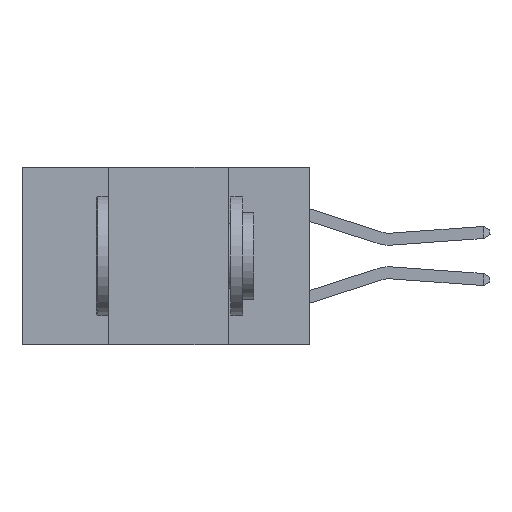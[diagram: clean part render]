
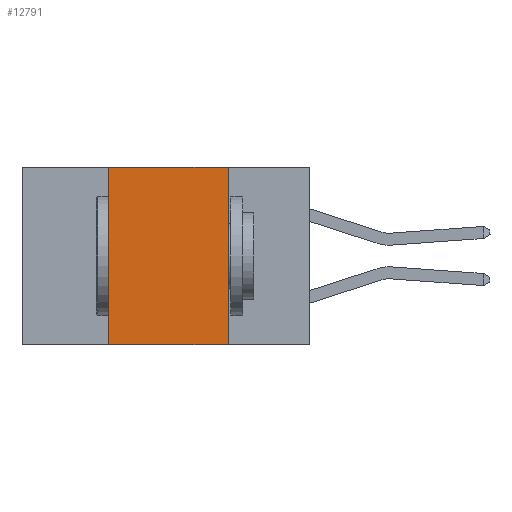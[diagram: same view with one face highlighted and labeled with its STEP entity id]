
A CAD part, left-side view. The second image highlights one B-rep face of the part: STEP entity #12791.
In plain terms, the highlighted planar face has unit normal (-1, 0, 0).
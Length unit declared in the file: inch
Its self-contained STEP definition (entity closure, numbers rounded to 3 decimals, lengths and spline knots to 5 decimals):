
#633 = DIRECTION ( 'NONE',  ( 1., 0., 0. ) ) ;
#1294 = ORIENTED_EDGE ( 'NONE', *, *, #26134, .T. ) ;
#2009 = VERTEX_POINT ( 'NONE', #19630 ) ;
#2392 = VECTOR ( 'NONE', #24207, 39.37008 ) ;
#3542 = VECTOR ( 'NONE', #7844, 39.37008 ) ;
#3812 = CARTESIAN_POINT ( 'NONE',  ( 0., 0.42, -0.37 ) ) ;
#5026 = EDGE_CURVE ( 'NONE', #12412, #13955, #18725, .T. ) ;
#6134 = EDGE_LOOP ( 'NONE', ( #15440, #9124, #13473, #1294 ) ) ;
#6610 = EDGE_CURVE ( 'NONE', #2009, #8574, #17007, .T. ) ;
#6871 = DIRECTION ( 'NONE',  ( 0., -1., 0. ) ) ;
#7844 = DIRECTION ( 'NONE',  ( 0., -1., 0. ) ) ;
#8536 = FACE_OUTER_BOUND ( 'NONE', #6134, .T. ) ;
#8574 = VERTEX_POINT ( 'NONE', #24257 ) ;
#8945 = CARTESIAN_POINT ( 'NONE',  ( 0., 0.6, -0.37 ) ) ;
#9124 = ORIENTED_EDGE ( 'NONE', *, *, #27102, .F. ) ;
#10063 = CARTESIAN_POINT ( 'NONE',  ( 0., 0.42, 0. ) ) ;
#10350 = CARTESIAN_POINT ( 'NONE',  ( 0., 0.17, -0.37 ) ) ;
#10495 = AXIS2_PLACEMENT_3D ( 'NONE', #26001, #633, #15687 ) ;
#11429 = VECTOR ( 'NONE', #16783, 39.37008 ) ;
#11726 = CARTESIAN_POINT ( 'NONE',  ( 0., 0.42, -0.37 ) ) ;
#12412 = VERTEX_POINT ( 'NONE', #3812 ) ;
#12791 = ADVANCED_FACE ( 'NONE', ( #8536 ), #23940, .F. ) ;
#13473 = ORIENTED_EDGE ( 'NONE', *, *, #5026, .F. ) ;
#13955 = VERTEX_POINT ( 'NONE', #10063 ) ;
#15440 = ORIENTED_EDGE ( 'NONE', *, *, #6610, .F. ) ;
#15687 = DIRECTION ( 'NONE',  ( 0., 0., -1. ) ) ;
#16783 = DIRECTION ( 'NONE',  ( 0., 0., -1. ) ) ;
#17007 = LINE ( 'NONE', #10350, #11429 ) ;
#18261 = VECTOR ( 'NONE', #6871, 39.37008 ) ;
#18391 = CARTESIAN_POINT ( 'NONE',  ( 0., 0.6, 0. ) ) ;
#18725 = LINE ( 'NONE', #11726, #2392 ) ;
#19630 = CARTESIAN_POINT ( 'NONE',  ( 0., 0.17, 0. ) ) ;
#23773 = LINE ( 'NONE', #8945, #18261 ) ;
#23940 = PLANE ( 'NONE',  #10495 ) ;
#24207 = DIRECTION ( 'NONE',  ( 0., 0., 1. ) ) ;
#24257 = CARTESIAN_POINT ( 'NONE',  ( 0., 0.17, -0.37 ) ) ;
#25964 = LINE ( 'NONE', #18391, #3542 ) ;
#26001 = CARTESIAN_POINT ( 'NONE',  ( 0., 0.6, 0. ) ) ;
#26134 = EDGE_CURVE ( 'NONE', #12412, #8574, #23773, .T. ) ;
#27102 = EDGE_CURVE ( 'NONE', #13955, #2009, #25964, .T. ) ;
